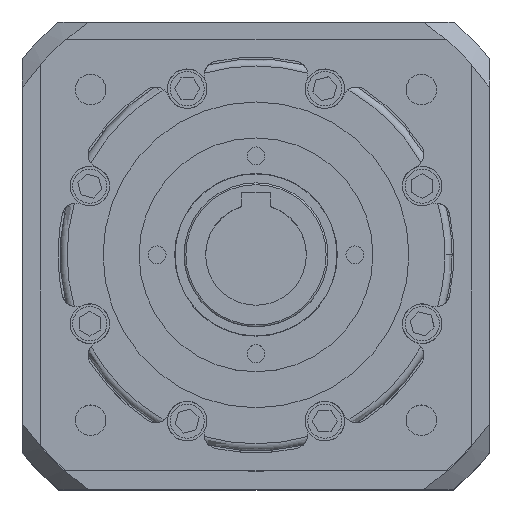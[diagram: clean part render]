
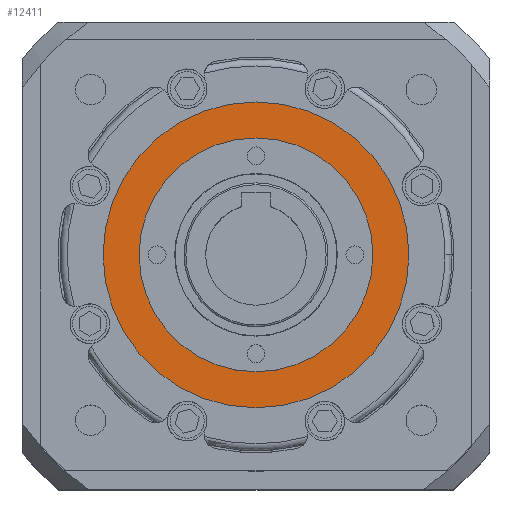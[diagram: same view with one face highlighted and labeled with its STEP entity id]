
A CAD part, top view. The second image highlights one B-rep face of the part: STEP entity #12411.
In plain terms, the highlighted planar face has unit normal (0, 0, 1).
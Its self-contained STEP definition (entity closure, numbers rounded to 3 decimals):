
#279 = DIRECTION ( 'NONE',  ( 0., 0., 1. ) ) ;
#907 = DIRECTION ( 'NONE',  ( 1., 0., 0. ) ) ;
#1111 = VERTEX_POINT ( 'NONE', #2207 ) ;
#1224 = CARTESIAN_POINT ( 'NONE',  ( 0., 0., 155.9 ) ) ;
#1401 = AXIS2_PLACEMENT_3D ( 'NONE', #10547, #4531, #11516 ) ;
#1715 = VERTEX_POINT ( 'NONE', #5724 ) ;
#2154 = DIRECTION ( 'NONE',  ( 1., 0., 0. ) ) ;
#2157 = EDGE_LOOP ( 'NONE', ( #3127, #9761 ) ) ;
#2207 = CARTESIAN_POINT ( 'NONE',  ( 32.5, 0., 155.9 ) ) ;
#3096 = PLANE ( 'NONE',  #6162 ) ;
#3127 = ORIENTED_EDGE ( 'NONE', *, *, #11208, .T. ) ;
#4531 = DIRECTION ( 'NONE',  ( 0., 0., 1. ) ) ;
#4532 = CARTESIAN_POINT ( 'NONE',  ( 0., 0., 155.9 ) ) ;
#4865 = EDGE_LOOP ( 'NONE', ( #7388, #10195 ) ) ;
#4878 = AXIS2_PLACEMENT_3D ( 'NONE', #6135, #279, #7163 ) ;
#5540 = DIRECTION ( 'NONE',  ( 1., 0., 0. ) ) ;
#5709 = FACE_OUTER_BOUND ( 'NONE', #2157, .T. ) ;
#5724 = CARTESIAN_POINT ( 'NONE',  ( 42.5, 0., 155.9 ) ) ;
#5807 = CIRCLE ( 'NONE', #4878, 32.5 ) ;
#6135 = CARTESIAN_POINT ( 'NONE',  ( 0., 0., 155.9 ) ) ;
#6162 = AXIS2_PLACEMENT_3D ( 'NONE', #1224, #8120, #2154 ) ;
#6730 = CIRCLE ( 'NONE', #1401, 32.5 ) ;
#6800 = DIRECTION ( 'NONE',  ( 0., 0., 1. ) ) ;
#7163 = DIRECTION ( 'NONE',  ( 1., 0., 0. ) ) ;
#7388 = ORIENTED_EDGE ( 'NONE', *, *, #10104, .F. ) ;
#7589 = EDGE_CURVE ( 'NONE', #10372, #1715, #11608, .T. ) ;
#8120 = DIRECTION ( 'NONE',  ( 0., 0., 1. ) ) ;
#8375 = VERTEX_POINT ( 'NONE', #10323 ) ;
#8645 = CARTESIAN_POINT ( 'NONE',  ( -42.5, 0., 155.9 ) ) ;
#8715 = CIRCLE ( 'NONE', #9505, 42.5 ) ;
#9505 = AXIS2_PLACEMENT_3D ( 'NONE', #12782, #6800, #907 ) ;
#9761 = ORIENTED_EDGE ( 'NONE', *, *, #7589, .T. ) ;
#10104 = EDGE_CURVE ( 'NONE', #1111, #8375, #5807, .T. ) ;
#10195 = ORIENTED_EDGE ( 'NONE', *, *, #10808, .F. ) ;
#10323 = CARTESIAN_POINT ( 'NONE',  ( -32.5, 0., 155.9 ) ) ;
#10372 = VERTEX_POINT ( 'NONE', #8645 ) ;
#10547 = CARTESIAN_POINT ( 'NONE',  ( 0., 0., 155.9 ) ) ;
#10684 = AXIS2_PLACEMENT_3D ( 'NONE', #4532, #11518, #5540 ) ;
#10753 = FACE_BOUND ( 'NONE', #4865, .T. ) ;
#10808 = EDGE_CURVE ( 'NONE', #8375, #1111, #6730, .T. ) ;
#11208 = EDGE_CURVE ( 'NONE', #1715, #10372, #8715, .T. ) ;
#11516 = DIRECTION ( 'NONE',  ( 1., 0., 0. ) ) ;
#11518 = DIRECTION ( 'NONE',  ( 0., 0., 1. ) ) ;
#11608 = CIRCLE ( 'NONE', #10684, 42.5 ) ;
#12411 = ADVANCED_FACE ( 'NONE', ( #10753, #5709 ), #3096, .T. ) ;
#12782 = CARTESIAN_POINT ( 'NONE',  ( 0., 0., 155.9 ) ) ;
